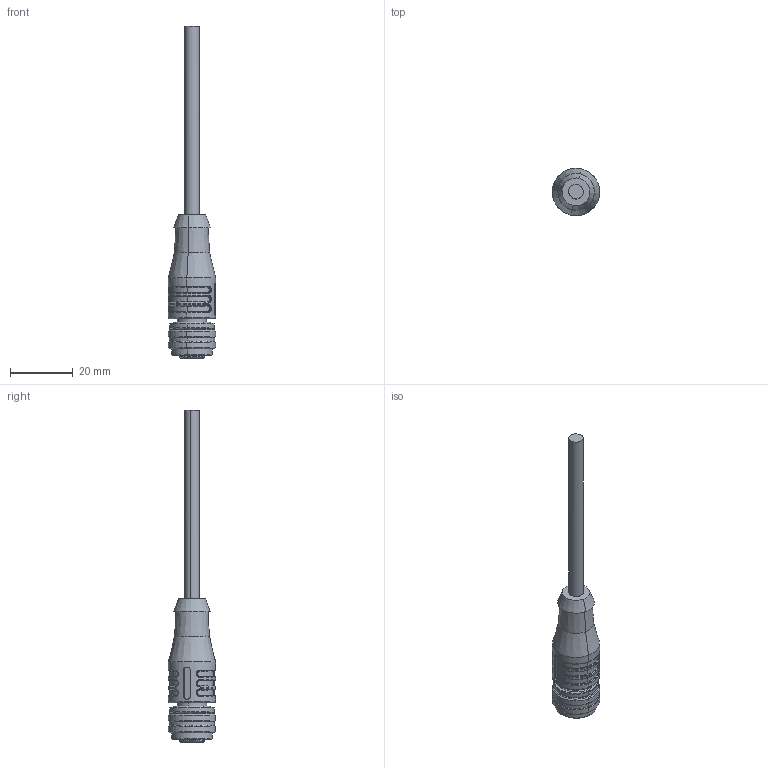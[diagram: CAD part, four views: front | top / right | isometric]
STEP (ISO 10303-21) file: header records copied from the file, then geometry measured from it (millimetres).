
FILE_DESCRIPTION(('CATIA V5 STEP Exchange','CAx-IF Rec.Pracs.--- Model Styling and Organization---1.4--- 2014-01-23'),'2;1');
FILE_NAME ('025651-3_1_1890520300_1890520300.stp','2020-01-07T11:47:52+00:00',('none'),('Weidmueller'),'CATIA Version 5-6 Release 2016 SP3 HF44','CATIA V5 STEP AP214','none');
FILE_SCHEMA(('AUTOMOTIVE_DESIGN { 1 0 10303 214 1 1 1 1 }'));
Length unit declared in the file: millimetre
Products named in the file (1): 1890520300
Bounding box: 14.99 x 14.99 x 105.4 mm (x, y, z)
Volume: 6888.7 mm3; surface area: 4365 mm2
Topology: 3 solids, 3 shells, 245 faces, 610 edges, 400 vertices
Faces by surface type: cylinder 108, plane 58, torus 37, bspline 24, cone 18
Entity records: 8526 total; most frequent: CARTESIAN_POINT 3264, ORIENTED_EDGE 1220, DIRECTION 830, EDGE_CURVE 610, AXIS2_PLACEMENT_3D 449, VERTEX_POINT 400, EDGE_LOOP 274, ADVANCED_FACE 245
